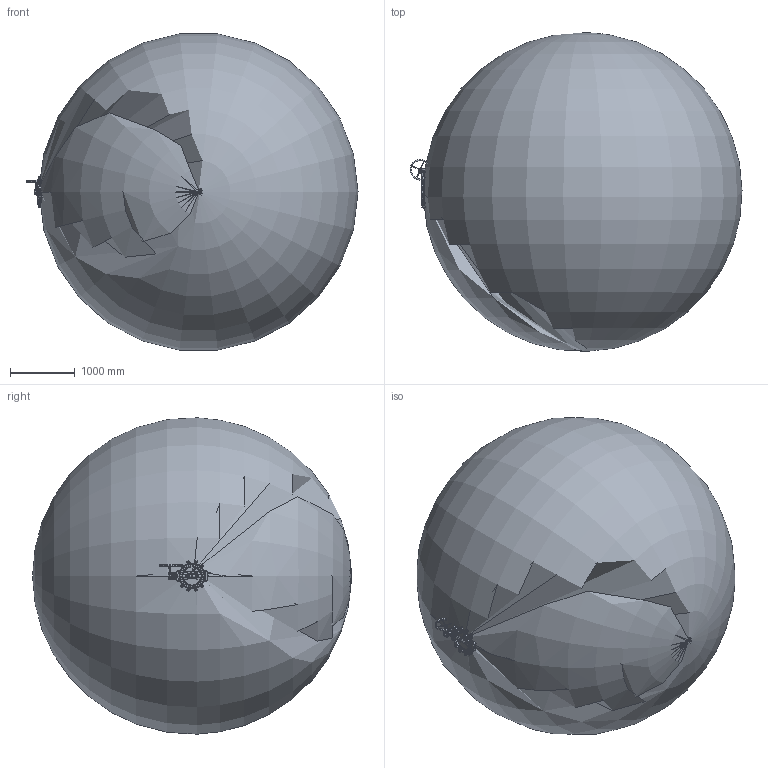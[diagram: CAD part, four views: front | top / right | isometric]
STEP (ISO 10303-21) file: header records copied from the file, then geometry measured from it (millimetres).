
FILE_DESCRIPTION (( 'STEP AP203' ), '1' );
FILE_NAME ('AK02_DN300_Getriebe.STEP', '2022-10-06T12:45:02', ( '' ), ( '' ), 'SwSTEP 2.0', 'SolidWorks 2021', '' );
FILE_SCHEMA (( 'CONFIG_CONTROL_DESIGN' ));
Products named in the file (5): AK02_DN300_Getriebe; AK01_DN250-300_Getriebe mit Handrad; AK01_DN350_Getriebe - Handrad; AK01_DN250-300_Getriebe; AK02_DN300_OH
Assembly tree (4 placements, depth 3):
  AK02_DN300_Getriebe
    AK01_DN250-300_Getriebe mit Handrad
      AK01_DN350_Getriebe - Handrad
      AK01_DN250-300_Getriebe
    AK02_DN300_OH
Bounding box: 5127.51 x 4922.92 x 4885.27 mm (x, y, z)
Surface area: 79528324.5 mm2
Topology: 3 solids, 26 shells, 2710 faces, 6754 edges, 4020 vertices
Faces by surface type: cylinder 693, bspline 559, plane 526, torus 449, cone 352, sphere 131
Entity records: 142040 total; most frequent: CARTESIAN_POINT 82904, ORIENTED_EDGE 13046, DIRECTION 11349, EDGE_CURVE 6523, AXIS2_PLACEMENT_3D 4714, VERTEX_POINT 3974, EDGE_LOOP 2873, FACE_OUTER_BOUND 2698
